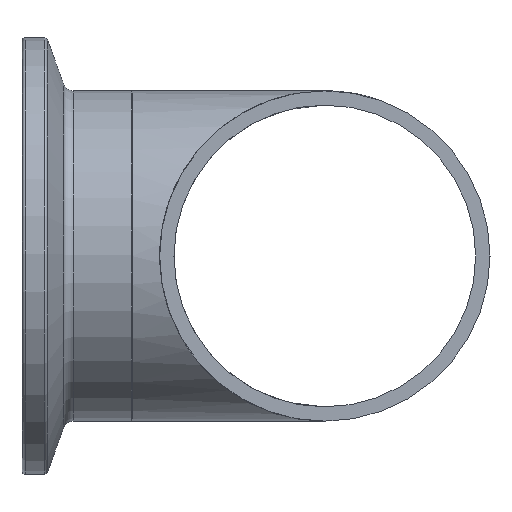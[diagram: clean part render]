
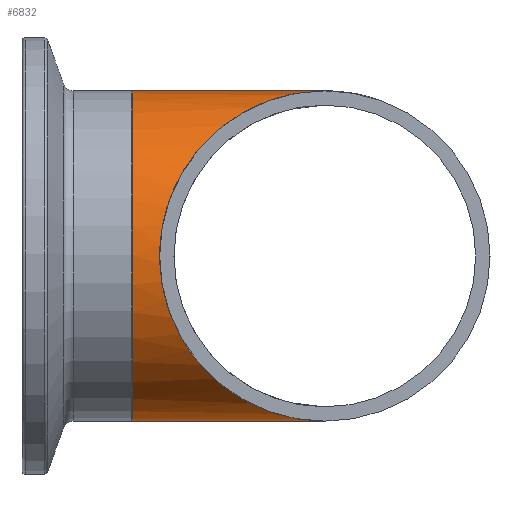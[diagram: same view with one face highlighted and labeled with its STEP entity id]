
A CAD part, left-side view. The second image highlights one B-rep face of the part: STEP entity #6832.
In plain terms, the highlighted cylindrical face has radius 19.05 mm (diameter 38.1 mm), a full revolution.
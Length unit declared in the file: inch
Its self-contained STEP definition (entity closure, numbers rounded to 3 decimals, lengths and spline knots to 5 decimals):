
#83=ELLIPSE('',#7196,1.06066,0.75);
#84=ELLIPSE('',#7197,1.06066,0.75);
#143=FACE_BOUND('',#1283,.T.);
#851=FACE_OUTER_BOUND('',#1282,.T.);
#1282=EDGE_LOOP('',(#6342,#6343));
#1283=EDGE_LOOP('',(#6344));
#2362=CIRCLE('',#7243,0.75);
#3342=VERTEX_POINT('',#14818);
#3343=VERTEX_POINT('',#14819);
#3364=VERTEX_POINT('',#14887);
#4339=EDGE_CURVE('',#3342,#3343,#83,.T.);
#4340=EDGE_CURVE('',#3343,#3342,#84,.T.);
#4361=EDGE_CURVE('',#3364,#3364,#2362,.T.);
#6342=ORIENTED_EDGE('',*,*,#4340,.F.);
#6343=ORIENTED_EDGE('',*,*,#4339,.F.);
#6344=ORIENTED_EDGE('',*,*,#4361,.T.);
#6397=CYLINDRICAL_SURFACE('',#7248,0.75);
#6832=ADVANCED_FACE('',(#851,#143),#6397,.T.);
#7196=AXIS2_PLACEMENT_3D('',#14820,#8435,#8436);
#7197=AXIS2_PLACEMENT_3D('',#14821,#8437,#8438);
#7243=AXIS2_PLACEMENT_3D('',#14888,#8529,#8530);
#7248=AXIS2_PLACEMENT_3D('',#14896,#8539,#8540);
#8435=DIRECTION('center_axis',(0.707,-0.707,0.));
#8436=DIRECTION('ref_axis',(-0.707,-0.707,0.));
#8437=DIRECTION('center_axis',(-0.707,-0.707,0.));
#8438=DIRECTION('ref_axis',(-0.707,0.707,0.));
#8529=DIRECTION('center_axis',(0.,-1.,0.));
#8530=DIRECTION('ref_axis',(-1.,0.,0.));
#8539=DIRECTION('center_axis',(0.,1.,0.));
#8540=DIRECTION('ref_axis',(-1.,0.,0.));
#14818=CARTESIAN_POINT('',(0.,0.,
-0.75));
#14819=CARTESIAN_POINT('',(0.,0.,
0.75));
#14820=CARTESIAN_POINT('Origin',(0.,0.,
0.));
#14821=CARTESIAN_POINT('Origin',(0.,0.,
0.));
#14887=CARTESIAN_POINT('',(0.75,0.875,0.));
#14888=CARTESIAN_POINT('Origin',(0.,0.875,0.));
#14896=CARTESIAN_POINT('Origin',(0.,0.,
0.));
